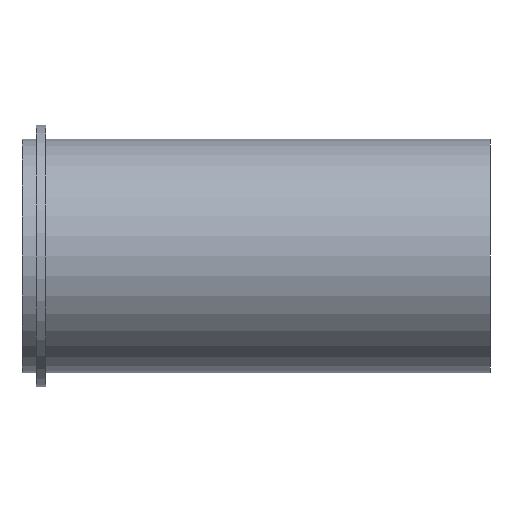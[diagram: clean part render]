
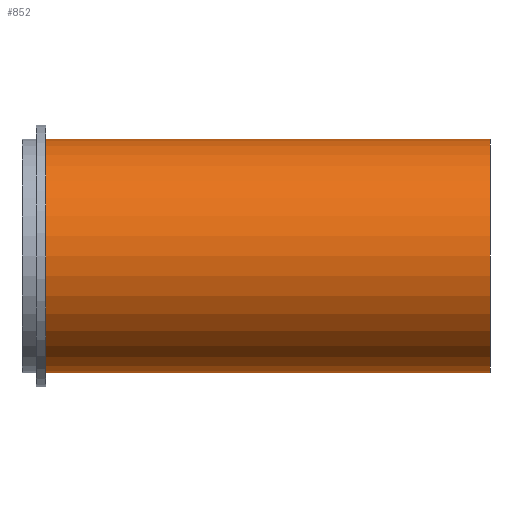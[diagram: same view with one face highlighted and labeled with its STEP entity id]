
A CAD part, left-side view. The second image highlights one B-rep face of the part: STEP entity #852.
In plain terms, the highlighted cylindrical face has radius 12.696 mm (diameter 25.392 mm), a partial arc.
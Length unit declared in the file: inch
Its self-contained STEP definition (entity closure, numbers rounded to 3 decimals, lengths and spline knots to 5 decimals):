
#34 = CARTESIAN_POINT ( 'NONE',  ( 0., 1.898, 0. ) ) ;
#134 = FACE_OUTER_BOUND ( 'NONE', #1282, .T. ) ;
#140 = DIRECTION ( 'NONE',  ( 0., 0., -1. ) ) ;
#173 = CARTESIAN_POINT ( 'NONE',  ( 0., 0., 0.49985 ) ) ;
#185 = VERTEX_POINT ( 'NONE', #714 ) ;
#238 = DIRECTION ( 'NONE',  ( 0., 1., 0. ) ) ;
#245 = LINE ( 'NONE', #1027, #837 ) ;
#286 = CARTESIAN_POINT ( 'NONE',  ( 0., 2., -0.49985 ) ) ;
#321 = CIRCLE ( 'NONE', #761, 0.49985 ) ;
#326 = AXIS2_PLACEMENT_3D ( 'NONE', #611, #1033, #1138 ) ;
#347 = AXIS2_PLACEMENT_3D ( 'NONE', #34, #782, #140 ) ;
#354 = DIRECTION ( 'NONE',  ( 0., -1., 0. ) ) ;
#382 = VERTEX_POINT ( 'NONE', #1108 ) ;
#395 = CYLINDRICAL_SURFACE ( 'NONE', #326, 0.49985 ) ;
#429 = EDGE_CURVE ( 'NONE', #382, #843, #245, .T. ) ;
#586 = CARTESIAN_POINT ( 'NONE',  ( 0., 0., -0.49985 ) ) ;
#611 = CARTESIAN_POINT ( 'NONE',  ( 0., 2., 0. ) ) ;
#656 = EDGE_CURVE ( 'NONE', #382, #185, #1224, .T. ) ;
#714 = CARTESIAN_POINT ( 'NONE',  ( 0., 1.898, -0.49985 ) ) ;
#717 = VECTOR ( 'NONE', #1038, 39.37008 ) ;
#728 = ORIENTED_EDGE ( 'NONE', *, *, #950, .T. ) ;
#747 = VERTEX_POINT ( 'NONE', #586 ) ;
#761 = AXIS2_PLACEMENT_3D ( 'NONE', #894, #238, #999 ) ;
#782 = DIRECTION ( 'NONE',  ( 0., -1., 0. ) ) ;
#837 = VECTOR ( 'NONE', #354, 39.37008 ) ;
#843 = VERTEX_POINT ( 'NONE', #173 ) ;
#852 = ADVANCED_FACE ( 'NONE', ( #134 ), #395, .T. ) ;
#855 = EDGE_CURVE ( 'NONE', #185, #747, #966, .T. ) ;
#894 = CARTESIAN_POINT ( 'NONE',  ( 0., 0., 0. ) ) ;
#950 = EDGE_CURVE ( 'NONE', #747, #843, #321, .T. ) ;
#966 = LINE ( 'NONE', #286, #717 ) ;
#983 = ORIENTED_EDGE ( 'NONE', *, *, #429, .F. ) ;
#999 = DIRECTION ( 'NONE',  ( 0., 0., 1. ) ) ;
#1027 = CARTESIAN_POINT ( 'NONE',  ( 0., 2., 0.49985 ) ) ;
#1033 = DIRECTION ( 'NONE',  ( 0., -1., 0. ) ) ;
#1038 = DIRECTION ( 'NONE',  ( 0., -1., 0. ) ) ;
#1041 = ORIENTED_EDGE ( 'NONE', *, *, #656, .T. ) ;
#1108 = CARTESIAN_POINT ( 'NONE',  ( 0., 1.898, 0.49985 ) ) ;
#1127 = ORIENTED_EDGE ( 'NONE', *, *, #855, .T. ) ;
#1138 = DIRECTION ( 'NONE',  ( 0., 0., -1. ) ) ;
#1224 = CIRCLE ( 'NONE', #347, 0.49985 ) ;
#1282 = EDGE_LOOP ( 'NONE', ( #983, #1041, #1127, #728 ) ) ;
